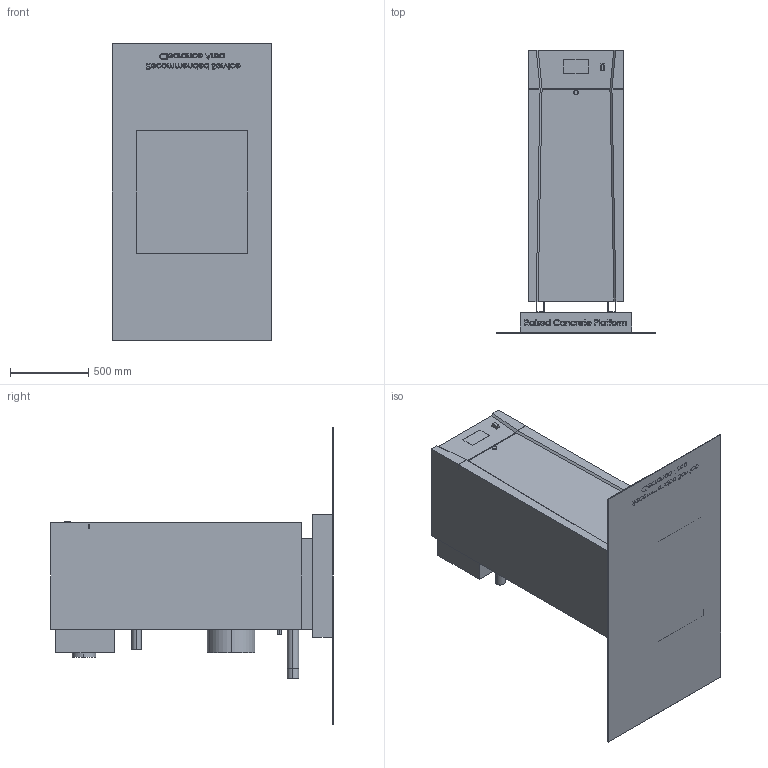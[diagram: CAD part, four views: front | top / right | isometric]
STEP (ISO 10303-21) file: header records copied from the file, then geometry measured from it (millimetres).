
FILE_DESCRIPTION (( 'STEP AP214' ), '1' );
FILE_NAME ('OMT 1.25 & 1.5 CAT 1 & 3.STEP', '2020-03-04T13:34:36', ( '' ), ( '' ), 'SwSTEP 2.0', 'SolidWorks 2017', '' );
FILE_SCHEMA (( 'AUTOMOTIVE_DESIGN' ));
Length unit declared in the file: inch
Products named in the file (1): OMT 1.25 & 1.5 CAT 1 & 3
Bounding box: 1016.76 x 1808.48 x 1898.4 mm (x, y, z)
Volume: 780873827.2 mm3; surface area: 10203477.1 mm2
Topology: 1 solids, 1 shells, 848 faces, 2255 edges, 1502 vertices
Faces by surface type: plane 440, bspline 394, cylinder 12, cone 2
Entity records: 44491 total; most frequent: CARTESIAN_POINT 26008, ORIENTED_EDGE 4510, DIRECTION 2405, EDGE_CURVE 2255, VERTEX_POINT 1502, LINE 1439, VECTOR 1439, EDGE_LOOP 947
